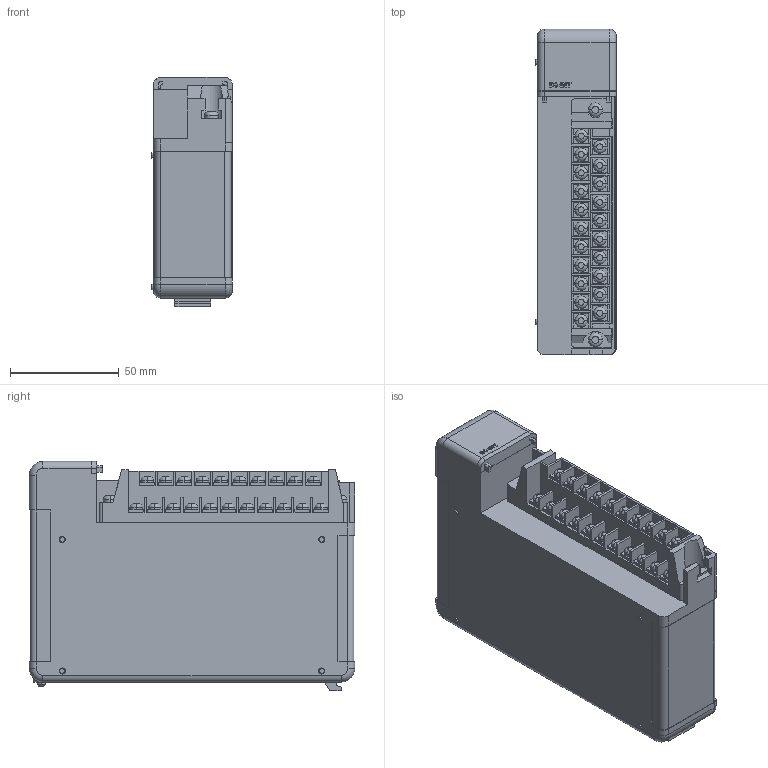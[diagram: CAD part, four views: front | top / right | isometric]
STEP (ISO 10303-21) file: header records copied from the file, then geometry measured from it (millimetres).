
FILE_DESCRIPTION (( 'STEP AP214' ), '1' );
FILE_NAME ('D4-INT.step', '2014-09-23T18:05:25', ( '' ), ( '' ), 'SwSTEP 2.0', 'SolidWorks 2014', '' );
FILE_SCHEMA (( 'AUTOMOTIVE_DESIGN' ));
Length unit declared in the file: inch
Products named in the file (1): D4-INT
Bounding box: 36.96 x 149.99 x 105.56 mm (x, y, z)
Volume: 450851.2 mm3; surface area: 56004.4 mm2
Topology: 12 solids, 12 shells, 564 faces, 1396 edges, 910 vertices
Faces by surface type: plane 404, cylinder 86, torus 54, cone 10, bspline 10
Entity records: 21410 total; most frequent: CARTESIAN_POINT 3475, ORIENTED_EDGE 2792, DIRECTION 2767, EDGE_CURVE 1396, VECTOR 1081, LINE 1081, VERTEX_POINT 910, AXIS2_PLACEMENT_3D 843
